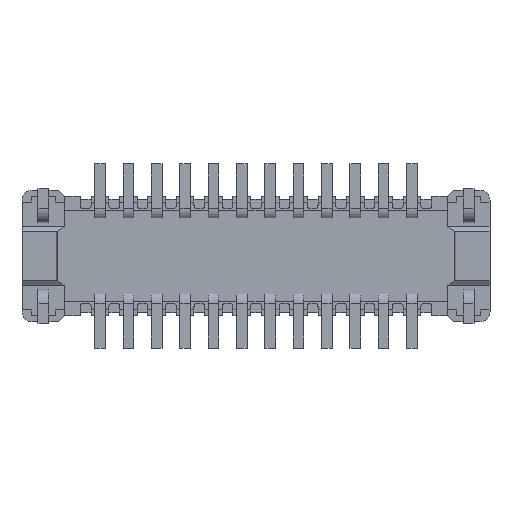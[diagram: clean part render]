
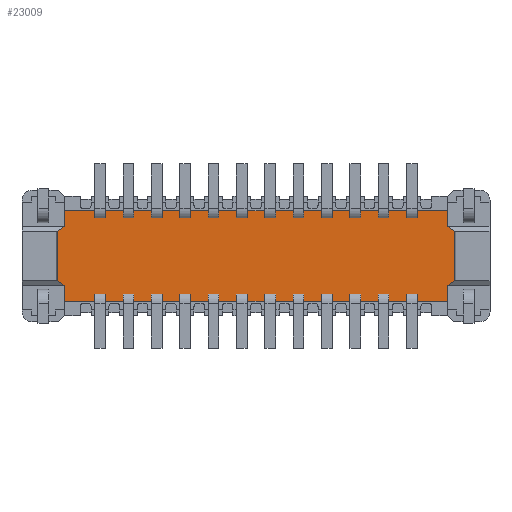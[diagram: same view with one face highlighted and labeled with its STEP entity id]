
A CAD part, front view. The second image highlights one B-rep face of the part: STEP entity #23009.
In plain terms, the highlighted planar face has unit normal (0, -1, 0).
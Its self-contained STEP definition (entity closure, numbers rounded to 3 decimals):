
#92 = VERTEX_POINT ( 'NONE', #4735 ) ;
#354 = LINE ( 'NONE', #21649, #5665 ) ;
#364 = EDGE_CURVE ( 'NONE', #2289, #92, #11257, .T. ) ;
#520 = ORIENTED_EDGE ( 'NONE', *, *, #2935, .T. ) ;
#841 = LINE ( 'NONE', #4077, #1795 ) ;
#924 = ORIENTED_EDGE ( 'NONE', *, *, #11181, .T. ) ;
#1490 = CARTESIAN_POINT ( 'NONE',  ( -2.7, 0.05, -0.42 ) ) ;
#1795 = VECTOR ( 'NONE', #29068, 1000. ) ;
#2267 = CARTESIAN_POINT ( 'NONE',  ( 2.7, 0.05, -0.42 ) ) ;
#2289 = VERTEX_POINT ( 'NONE', #27947 ) ;
#2681 = ORIENTED_EDGE ( 'NONE', *, *, #364, .T. ) ;
#2809 = VECTOR ( 'NONE', #26598, 1000. ) ;
#2935 = EDGE_CURVE ( 'NONE', #35501, #31581, #30252, .T. ) ;
#3212 = CARTESIAN_POINT ( 'NONE',  ( -2.8, 0.05, -0.35 ) ) ;
#3632 = VERTEX_POINT ( 'NONE', #23570 ) ;
#4077 = CARTESIAN_POINT ( 'NONE',  ( -2.8, 0.05, 0. ) ) ;
#4215 = CARTESIAN_POINT ( 'NONE',  ( 2.8, 0.05, 0.35 ) ) ;
#4735 = CARTESIAN_POINT ( 'NONE',  ( 2.7, 0.05, -0.42 ) ) ;
#4811 = DIRECTION ( 'NONE',  ( 0., 0., 1. ) ) ;
#5438 = DIRECTION ( 'NONE',  ( 1., 0., 0. ) ) ;
#5665 = VECTOR ( 'NONE', #31106, 1000. ) ;
#5725 = VECTOR ( 'NONE', #4811, 1000. ) ;
#6352 = ORIENTED_EDGE ( 'NONE', *, *, #19037, .T. ) ;
#6780 = LINE ( 'NONE', #34423, #37071 ) ;
#7029 = CARTESIAN_POINT ( 'NONE',  ( 2.8, 0.05, -0.35 ) ) ;
#7437 = ORIENTED_EDGE ( 'NONE', *, *, #9956, .T. ) ;
#8963 = EDGE_CURVE ( 'NONE', #24043, #37579, #23928, .T. ) ;
#9530 = DIRECTION ( 'NONE',  ( 0., 0., -1. ) ) ;
#9775 = VERTEX_POINT ( 'NONE', #28307 ) ;
#9956 = EDGE_CURVE ( 'NONE', #11287, #28677, #34993, .T. ) ;
#10035 = ORIENTED_EDGE ( 'NONE', *, *, #31541, .T. ) ;
#10754 = DIRECTION ( 'NONE',  ( 0., 0., 1. ) ) ;
#11181 = EDGE_CURVE ( 'NONE', #23294, #24043, #37260, .T. ) ;
#11257 = LINE ( 'NONE', #29168, #27141 ) ;
#11287 = VERTEX_POINT ( 'NONE', #25758 ) ;
#11705 = DIRECTION ( 'NONE',  ( 0., 0., 1. ) ) ;
#12977 = ORIENTED_EDGE ( 'NONE', *, *, #20369, .T. ) ;
#13704 = PLANE ( 'NONE',  #16775 ) ;
#15048 = VECTOR ( 'NONE', #11705, 1000. ) ;
#15218 = EDGE_LOOP ( 'NONE', ( #28420, #2681, #18679, #520, #6352, #21317, #7437, #12977, #38330, #10035, #924, #30228 ) ) ;
#15648 = FACE_OUTER_BOUND ( 'NONE', #15218, .T. ) ;
#16775 = AXIS2_PLACEMENT_3D ( 'NONE', #35229, #16813, #31629 ) ;
#16813 = DIRECTION ( 'NONE',  ( 0., -1., 0. ) ) ;
#17930 = LINE ( 'NONE', #30445, #30429 ) ;
#18104 = VECTOR ( 'NONE', #33297, 1000. ) ;
#18679 = ORIENTED_EDGE ( 'NONE', *, *, #36950, .T. ) ;
#18695 = CARTESIAN_POINT ( 'NONE',  ( -2.7, 0.05, 0. ) ) ;
#19037 = EDGE_CURVE ( 'NONE', #31581, #3632, #39863, .T. ) ;
#19792 = EDGE_CURVE ( 'NONE', #9775, #30470, #354, .T. ) ;
#20369 = EDGE_CURVE ( 'NONE', #28677, #9775, #6780, .T. ) ;
#21267 = DIRECTION ( 'NONE',  ( -0.819, 0., 0.573 ) ) ;
#21317 = ORIENTED_EDGE ( 'NONE', *, *, #30672, .T. ) ;
#21649 = CARTESIAN_POINT ( 'NONE',  ( -2.7, 0.05, 0.42 ) ) ;
#23009 = ADVANCED_FACE ( 'NONE', ( #15648 ), #13704, .T. ) ;
#23294 = VERTEX_POINT ( 'NONE', #36816 ) ;
#23570 = CARTESIAN_POINT ( 'NONE',  ( 2.7, 0.05, 0.42 ) ) ;
#23928 = LINE ( 'NONE', #18695, #25859 ) ;
#23944 = VECTOR ( 'NONE', #21267, 1000. ) ;
#23948 = CARTESIAN_POINT ( 'NONE',  ( 2.8, 0.05, 0.35 ) ) ;
#24043 = VERTEX_POINT ( 'NONE', #1490 ) ;
#24152 = LINE ( 'NONE', #33629, #15048 ) ;
#25758 = CARTESIAN_POINT ( 'NONE',  ( 2.7, 0.05, 0.64 ) ) ;
#25859 = VECTOR ( 'NONE', #37127, 1000. ) ;
#26598 = DIRECTION ( 'NONE',  ( 0.819, 0., 0.573 ) ) ;
#27141 = VECTOR ( 'NONE', #10754, 1000. ) ;
#27947 = CARTESIAN_POINT ( 'NONE',  ( 2.7, 0.05, -0.64 ) ) ;
#28307 = CARTESIAN_POINT ( 'NONE',  ( -2.7, 0.05, 0.42 ) ) ;
#28420 = ORIENTED_EDGE ( 'NONE', *, *, #34740, .T. ) ;
#28677 = VERTEX_POINT ( 'NONE', #32596 ) ;
#29068 = DIRECTION ( 'NONE',  ( 0., 0., -1. ) ) ;
#29168 = CARTESIAN_POINT ( 'NONE',  ( 2.7, 0.05, 0. ) ) ;
#30228 = ORIENTED_EDGE ( 'NONE', *, *, #8963, .T. ) ;
#30252 = LINE ( 'NONE', #35771, #5725 ) ;
#30429 = VECTOR ( 'NONE', #5438, 1000. ) ;
#30445 = CARTESIAN_POINT ( 'NONE',  ( -3.3, 0.05, -0.64 ) ) ;
#30470 = VERTEX_POINT ( 'NONE', #32969 ) ;
#30672 = EDGE_CURVE ( 'NONE', #3632, #11287, #24152, .T. ) ;
#31106 = DIRECTION ( 'NONE',  ( -0.819, 0., -0.573 ) ) ;
#31541 = EDGE_CURVE ( 'NONE', #30470, #23294, #841, .T. ) ;
#31581 = VERTEX_POINT ( 'NONE', #4215 ) ;
#31629 = DIRECTION ( 'NONE',  ( -1., 0., 0. ) ) ;
#32226 = LINE ( 'NONE', #2267, #2809 ) ;
#32596 = CARTESIAN_POINT ( 'NONE',  ( -2.7, 0.05, 0.64 ) ) ;
#32969 = CARTESIAN_POINT ( 'NONE',  ( -2.8, 0.05, 0.35 ) ) ;
#33297 = DIRECTION ( 'NONE',  ( -1., 0., 0. ) ) ;
#33629 = CARTESIAN_POINT ( 'NONE',  ( 2.7, 0.05, 0. ) ) ;
#34173 = DIRECTION ( 'NONE',  ( 0.819, 0., -0.573 ) ) ;
#34423 = CARTESIAN_POINT ( 'NONE',  ( -2.7, 0.05, 0. ) ) ;
#34740 = EDGE_CURVE ( 'NONE', #37579, #2289, #17930, .T. ) ;
#34993 = LINE ( 'NONE', #39619, #18104 ) ;
#35229 = CARTESIAN_POINT ( 'NONE',  ( -3.3, 0.05, 0. ) ) ;
#35501 = VERTEX_POINT ( 'NONE', #7029 ) ;
#35771 = CARTESIAN_POINT ( 'NONE',  ( 2.8, 0.05, 0. ) ) ;
#36672 = CARTESIAN_POINT ( 'NONE',  ( -2.7, 0.05, -0.64 ) ) ;
#36816 = CARTESIAN_POINT ( 'NONE',  ( -2.8, 0.05, -0.35 ) ) ;
#36950 = EDGE_CURVE ( 'NONE', #92, #35501, #32226, .T. ) ;
#37071 = VECTOR ( 'NONE', #9530, 1000. ) ;
#37127 = DIRECTION ( 'NONE',  ( 0., 0., -1. ) ) ;
#37260 = LINE ( 'NONE', #3212, #38271 ) ;
#37579 = VERTEX_POINT ( 'NONE', #36672 ) ;
#38271 = VECTOR ( 'NONE', #34173, 1000. ) ;
#38330 = ORIENTED_EDGE ( 'NONE', *, *, #19792, .T. ) ;
#39619 = CARTESIAN_POINT ( 'NONE',  ( -3.3, 0.05, 0.64 ) ) ;
#39863 = LINE ( 'NONE', #23948, #23944 ) ;
